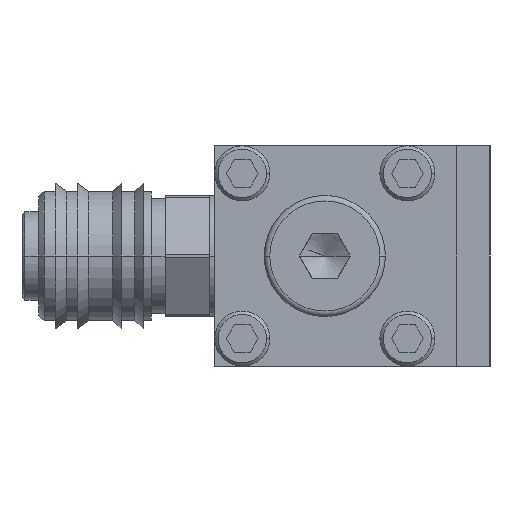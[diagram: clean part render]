
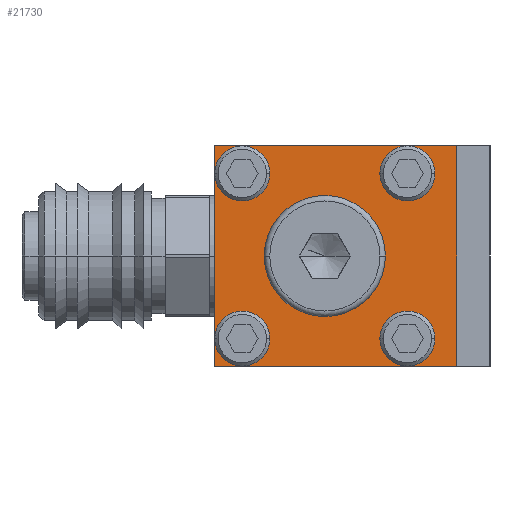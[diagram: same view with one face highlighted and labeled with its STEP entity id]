
A CAD part, left-side view. The second image highlights one B-rep face of the part: STEP entity #21730.
In plain terms, the highlighted face is planar.
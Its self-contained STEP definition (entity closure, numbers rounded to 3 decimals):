
#17480=CARTESIAN_POINT('',(-20.,-6.,-14.5));
#17490=VERTEX_POINT('',#17480);
#17520=CARTESIAN_POINT('',(-20.,0.,-14.5));
#17530=DIRECTION('',(0.,-1.,0.));
#17540=VECTOR('',#17530,1.);
#17550=LINE('',#17520,#17540);
#17560=CARTESIAN_POINT('',(-20.,-50.,-14.5));
#17570=VERTEX_POINT('',#17560);
#17580=EDGE_CURVE('',#17490,#17570,#17550,.T.);
#19430=CARTESIAN_POINT('',(11.7,-45.,-14.5));
#19440=VERTEX_POINT('',#19430);
#19520=CARTESIAN_POINT('',(18.3,-45.,-14.5));
#19530=VERTEX_POINT('',#19520);
#19560=CARTESIAN_POINT('',(15.,-45.,-14.5));
#19570=DIRECTION('',(0.,0.,-1.));
#19580=DIRECTION('',(-1.,0.,0.));
#19590=AXIS2_PLACEMENT_3D('',#19560,#19570,#19580);
#19600=CIRCLE('',#19590,3.3);
#19610=EDGE_CURVE('',#19530,#19440,#19600,.T.);
#19750=CARTESIAN_POINT('',(18.3,-15.,-14.5));
#19760=VERTEX_POINT('',#19750);
#19840=CARTESIAN_POINT('',(11.7,-15.,-14.5));
#19850=VERTEX_POINT('',#19840);
#19880=CARTESIAN_POINT('',(15.,-15.,-14.5));
#19890=DIRECTION('',(0.,0.,-1.));
#19900=DIRECTION('',(-1.,0.,0.));
#19910=AXIS2_PLACEMENT_3D('',#19880,#19890,#19900);
#19920=CIRCLE('',#19910,3.3);
#19930=EDGE_CURVE('',#19850,#19760,#19920,.T.);
#20070=CARTESIAN_POINT('',(-18.3,-45.,-14.5));
#20080=VERTEX_POINT('',#20070);
#20160=CARTESIAN_POINT('',(-11.7,-45.,-14.5));
#20170=VERTEX_POINT('',#20160);
#20200=CARTESIAN_POINT('',(-15.,-45.,-14.5));
#20210=DIRECTION('',(0.,0.,-1.));
#20220=DIRECTION('',(-1.,0.,0.));
#20230=AXIS2_PLACEMENT_3D('',#20200,#20210,#20220);
#20240=CIRCLE('',#20230,3.3);
#20250=EDGE_CURVE('',#20170,#20080,#20240,.T.);
#20390=CARTESIAN_POINT('',(-18.3,-15.,-14.5));
#20400=VERTEX_POINT('',#20390);
#20480=CARTESIAN_POINT('',(-11.7,-15.,-14.5));
#20490=VERTEX_POINT('',#20480);
#20520=CARTESIAN_POINT('',(-15.,-15.,-14.5));
#20530=DIRECTION('',(0.,0.,-1.));
#20540=DIRECTION('',(-1.,0.,0.));
#20550=AXIS2_PLACEMENT_3D('',#20520,#20530,#20540);
#20560=CIRCLE('',#20550,3.3);
#20570=EDGE_CURVE('',#20490,#20400,#20560,.T.);
#21040=CARTESIAN_POINT('',(-20.4,-50.45,-14.5));
#21050=DIRECTION('',(0.,0.,1.));
#21060=DIRECTION('',(1.,0.,0.));
#21070=AXIS2_PLACEMENT_3D('',#21040,#21050,#21060);
#21080=PLANE('',#21070);
#21090=EDGE_CURVE('',#19440,#19530,#19600,.T.);
#21100=ORIENTED_EDGE('',*,*,#21090,.T.);
#21110=ORIENTED_EDGE('',*,*,#19610,.T.);
#21120=EDGE_LOOP('',(#21110,#21100));
#21130=FACE_BOUND('',#21120,.T.);
#21140=EDGE_CURVE('',#19760,#19850,#19920,.T.);
#21150=ORIENTED_EDGE('',*,*,#21140,.T.);
#21160=ORIENTED_EDGE('',*,*,#19930,.T.);
#21170=EDGE_LOOP('',(#21160,#21150));
#21180=FACE_BOUND('',#21170,.T.);
#21190=EDGE_CURVE('',#20080,#20170,#20240,.T.);
#21200=ORIENTED_EDGE('',*,*,#21190,.T.);
#21210=ORIENTED_EDGE('',*,*,#20250,.T.);
#21220=EDGE_LOOP('',(#21210,#21200));
#21230=FACE_BOUND('',#21220,.T.);
#21240=CARTESIAN_POINT('',(0.,-30.,-14.5));
#21250=DIRECTION('',(0.,0.,-1.));
#21260=DIRECTION('',(0.,-1.,0.));
#21270=AXIS2_PLACEMENT_3D('',#21240,#21250,#21260);
#21280=CIRCLE('',#21270,8.331);
#21290=CARTESIAN_POINT('',(-8.331,-30.,-14.5));
#21300=VERTEX_POINT('',#21290);
#21310=CARTESIAN_POINT('',(8.331,-30.,-14.5));
#21320=VERTEX_POINT('',#21310);
#21330=EDGE_CURVE('',#21300,#21320,#21280,.T.);
#21340=ORIENTED_EDGE('',*,*,#21330,.T.);
#21350=CARTESIAN_POINT('',(0.,-38.331,-14.5
));
#21360=VERTEX_POINT('',#21350);
#21370=EDGE_CURVE('',#21360,#21300,#21280,.T.);
#21380=ORIENTED_EDGE('',*,*,#21370,.T.);
#21390=EDGE_CURVE('',#21320,#21360,#21280,.T.);
#21400=ORIENTED_EDGE('',*,*,#21390,.T.);
#21410=EDGE_LOOP('',(#21400,#21380,#21340));
#21420=FACE_BOUND('',#21410,.T.);
#21430=EDGE_CURVE('',#20400,#20490,#20560,.T.);
#21440=ORIENTED_EDGE('',*,*,#21430,.T.);
#21450=ORIENTED_EDGE('',*,*,#20570,.T.);
#21460=EDGE_LOOP('',(#21450,#21440));
#21470=FACE_BOUND('',#21460,.T.);
#21480=CARTESIAN_POINT('',(20.,0.,-14.5));
#21490=DIRECTION('',(0.,1.,0.));
#21500=VECTOR('',#21490,1.);
#21510=LINE('',#21480,#21500);
#21520=CARTESIAN_POINT('',(20.,-50.,-14.5));
#21530=VERTEX_POINT('',#21520);
#21540=CARTESIAN_POINT('',(20.,-6.,-14.5));
#21550=VERTEX_POINT('',#21540);
#21560=EDGE_CURVE('',#21530,#21550,#21510,.T.);
#21570=ORIENTED_EDGE('',*,*,#21560,.T.);
#21580=CARTESIAN_POINT('',(0.,-50.,-14.5));
#21590=DIRECTION('',(1.,0.,0.));
#21600=VECTOR('',#21590,1.);
#21610=LINE('',#21580,#21600);
#21620=EDGE_CURVE('',#17570,#21530,#21610,.T.);
#21630=ORIENTED_EDGE('',*,*,#21620,.T.);
#21640=ORIENTED_EDGE('',*,*,#17580,.T.);
#21650=CARTESIAN_POINT('',(0.,-6.,-14.5));
#21660=DIRECTION('',(1.,0.,0.));
#21670=VECTOR('',#21660,1.);
#21680=LINE('',#21650,#21670);
#21690=EDGE_CURVE('',#17490,#21550,#21680,.T.);
#21700=ORIENTED_EDGE('',*,*,#21690,.F.);
#21710=EDGE_LOOP('',(#21700,#21640,#21630,#21570));
#21720=FACE_OUTER_BOUND('',#21710,.T.);
#21730=ADVANCED_FACE('',(#21130,#21180,#21230,#21420,#21470,#21720),
#21080,.T.);
